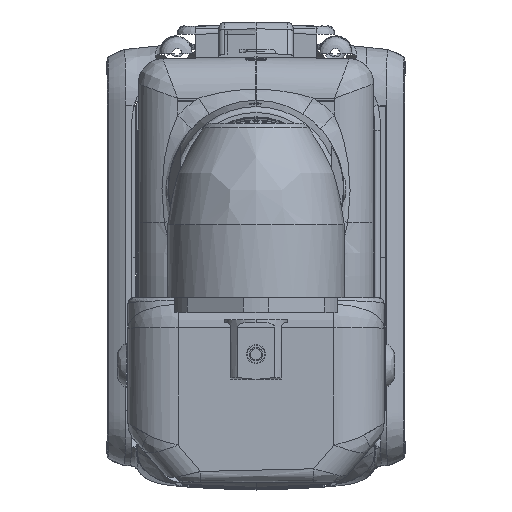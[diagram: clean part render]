
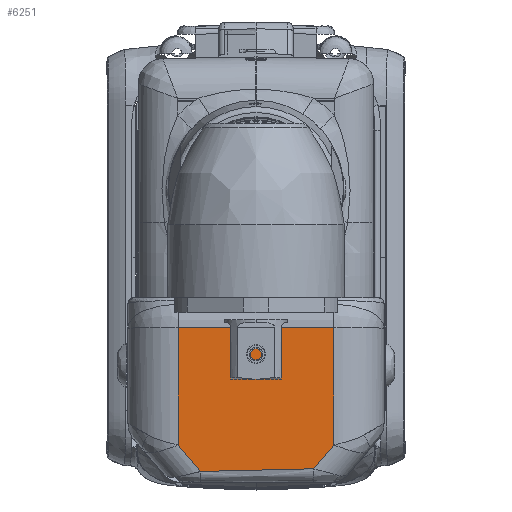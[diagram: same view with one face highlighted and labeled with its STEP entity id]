
A CAD part, top view. The second image highlights one B-rep face of the part: STEP entity #6251.
In plain terms, the highlighted planar face has unit normal (0, 0, 1).
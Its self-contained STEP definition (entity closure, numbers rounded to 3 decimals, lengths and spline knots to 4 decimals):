
#4406=CARTESIAN_POINT('',(0.574,-2.7653,
-7.5848));
#4540=CARTESIAN_POINT('',(-0.5514,-2.7918,-7.5848));
#4585=CARTESIAN_POINT('',(-0.775,-2.5288,-7.5848));
#4835=CARTESIAN_POINT('',(0.775,-2.5288,-7.5848));
#4859=CARTESIAN_POINT('',(0.574,-2.7653,
-7.5848));
#4860=CARTESIAN_POINT('',(0.537,-2.7664,
-7.5848));
#4861=CARTESIAN_POINT('',(0.4601,-2.7684,
-7.5848));
#4862=CARTESIAN_POINT('',(0.3774,-2.7701,
-7.5848));
#4863=CARTESIAN_POINT('',(0.3347,-2.7709,-7.5848));
#4865=CARTESIAN_POINT('',(0.3347,-2.7709,-7.5848));
#4866=CARTESIAN_POINT('',(0.2231,-2.773,
-7.5848));
#4867=CARTESIAN_POINT('',(0.0088,-2.7773,
-7.5848));
#4868=CARTESIAN_POINT('',(-0.2831,-2.7843,
-7.5848));
#4869=CARTESIAN_POINT('',(-0.4645,-2.7893,
-7.5848));
#4870=CARTESIAN_POINT('',(-0.5514,-2.7918,-7.5848));
#4872=DIRECTION('',(0.648,-0.762,0.));
#4873=VECTOR('',#4872,0.3452);
#4874=CARTESIAN_POINT('',(-0.775,-2.5288,-7.5848));
#4875=LINE('',#4874,#4873);
#4876=DIRECTION('',(0.,1.,0.));
#4877=VECTOR('',#4876,1.1662);
#4878=CARTESIAN_POINT('',(-0.775,-2.5288,-7.5848));
#4879=LINE('',#4878,#4877);
#4880=DIRECTION('',(-1.,0.,0.));
#4881=VECTOR('',#4880,1.55);
#4882=CARTESIAN_POINT('',(0.775,-1.3626,-7.5848));
#4883=LINE('',#4882,#4881);
#4884=DIRECTION('',(0.,-1.,0.));
#4885=VECTOR('',#4884,1.1662);
#4886=CARTESIAN_POINT('',(0.775,-1.3626,-7.5848));
#4887=LINE('',#4886,#4885);
#4888=DIRECTION('',(0.648,0.762,0.));
#4889=VECTOR('',#4888,0.3103);
#4890=CARTESIAN_POINT('',(0.574,-2.7653,
-7.5848));
#4891=LINE('',#4890,#4889);
#5167=VERTEX_POINT('',#4585);
#5168=VERTEX_POINT('',#4835);
#5241=CARTESIAN_POINT('',(-0.775,-1.3626,-7.5848));
#5242=VERTEX_POINT('',#5241);
#5243=CARTESIAN_POINT('',(0.775,-1.3626,-7.5848));
#5244=VERTEX_POINT('',#5243);
#5252=VERTEX_POINT('',#4540);
#5258=VERTEX_POINT('',#4406);
#5260=VERTEX_POINT('',#4863);
#6234=CARTESIAN_POINT('',(-1.275,-1.0588,-7.5848));
#6235=DIRECTION('',(0.,0.,1.));
#6236=DIRECTION('',(0.,-1.,0.));
#6237=AXIS2_PLACEMENT_3D('',#6234,#6235,#6236);
#6238=PLANE('',#6237);
#6240=ORIENTED_EDGE('',*,*,#6239,.T.);
#6242=ORIENTED_EDGE('',*,*,#6241,.T.);
#6243=ORIENTED_EDGE('',*,*,#5651,.F.);
#6244=ORIENTED_EDGE('',*,*,#5795,.T.);
#6246=ORIENTED_EDGE('',*,*,#6245,.F.);
#6247=ORIENTED_EDGE('',*,*,#6117,.T.);
#6248=ORIENTED_EDGE('',*,*,#5469,.F.);
#6249=EDGE_LOOP('',(#6240,#6242,#6243,#6244,#6246,#6247,#6248));
#6250=FACE_OUTER_BOUND('',#6249,.F.);
#6251=ADVANCED_FACE('',(#6250),#6238,.T.);
#4864=B_SPLINE_CURVE_WITH_KNOTS('',3,(#4859,#4860,#4861,#4862,#4863),
.UNSPECIFIED.,.F.,.F.,(4,1,4),(0.,0.5,1.),.UNSPECIFIED.);
#4871=B_SPLINE_CURVE_WITH_KNOTS('',3,(#4865,#4866,#4867,#4868,#4869,#4870),
.UNSPECIFIED.,.F.,.F.,(4,1,1,4),(0.,0.3333,0.6667,1.),
.UNSPECIFIED.);
#5469=EDGE_CURVE('',#5258,#5168,#4891,.T.);
#5651=EDGE_CURVE('',#5167,#5252,#4875,.T.);
#5795=EDGE_CURVE('',#5167,#5242,#4879,.T.);
#6117=EDGE_CURVE('',#5244,#5168,#4887,.T.);
#6239=EDGE_CURVE('',#5258,#5260,#4864,.T.);
#6241=EDGE_CURVE('',#5260,#5252,#4871,.T.);
#6245=EDGE_CURVE('',#5244,#5242,#4883,.T.);
